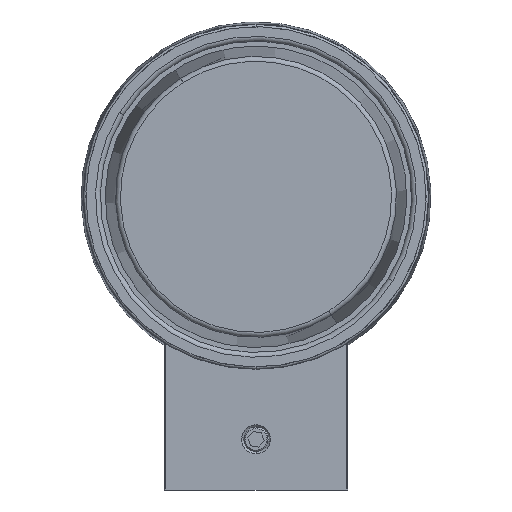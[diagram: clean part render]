
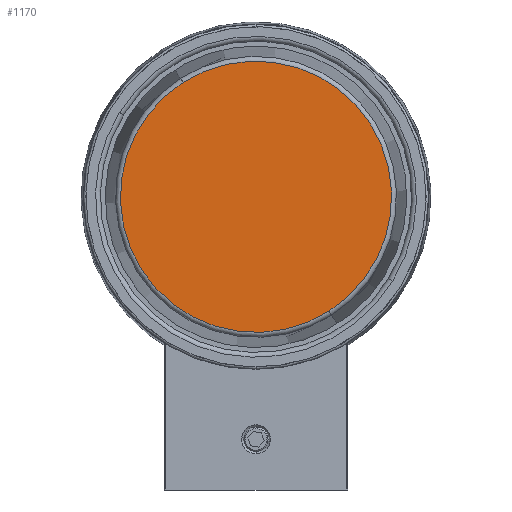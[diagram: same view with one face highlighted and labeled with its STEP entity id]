
A CAD part, front view. The second image highlights one B-rep face of the part: STEP entity #1170.
In plain terms, the highlighted planar face has unit normal (0, -1, 0).
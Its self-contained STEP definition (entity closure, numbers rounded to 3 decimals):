
#774 = VERTEX_POINT ( 'NONE', #2848 ) ;
#824 = VERTEX_POINT ( 'NONE', #2891 ) ;
#831 = EDGE_CURVE ( 'NONE', #774, #824, #3087, .T. ) ;
#981 = EDGE_LOOP ( 'NONE', ( #1173, #1178 ) ) ;
#1170 = ADVANCED_FACE ( 'NONE', ( #3553 ), #3552, .F. ) ;
#1173 = ORIENTED_EDGE ( 'NONE', *, *, #1175, .T. ) ;
#1175 = EDGE_CURVE ( 'NONE', #824, #774, #3538, .T. ) ;
#1178 = ORIENTED_EDGE ( 'NONE', *, *, #831, .T. ) ;
#2848 = CARTESIAN_POINT ( 'NONE',  ( 19.081, -81.309, 38.466 ) ) ;
#2891 = CARTESIAN_POINT ( 'NONE',  ( -11.094, -81.309, 85.897 ) ) ;
#3069 = DIRECTION ( 'NONE',  ( -0.537, 0., 0.844 ) ) ;
#3070 = AXIS2_PLACEMENT_3D ( 'NONE', #3276, #3170, #3069 ) ;
#3087 = CIRCLE ( 'NONE', #3070, 28.108 ) ;
#3170 = DIRECTION ( 'NONE',  ( 0., -1., 0. ) ) ;
#3276 = CARTESIAN_POINT ( 'NONE',  ( 3.994, -81.309, 62.181 ) ) ;
#3535 = DIRECTION ( 'NONE',  ( -0.537, 0., 0.844 ) ) ;
#3536 = DIRECTION ( 'NONE',  ( 0., 1., 0. ) ) ;
#3537 = AXIS2_PLACEMENT_3D ( 'NONE', #3567, #3566, #3565 ) ;
#3538 = CIRCLE ( 'NONE', #3537, 28.108 ) ;
#3544 = CARTESIAN_POINT ( 'NONE',  ( 3.994, -81.309, 62.181 ) ) ;
#3546 = AXIS2_PLACEMENT_3D ( 'NONE', #3544, #3536, #3535 ) ;
#3552 = PLANE ( 'NONE',  #3546 ) ;
#3553 = FACE_OUTER_BOUND ( 'NONE', #981, .T. ) ;
#3565 = DIRECTION ( 'NONE',  ( -0.537, 0., 0.844 ) ) ;
#3566 = DIRECTION ( 'NONE',  ( 0., -1., 0. ) ) ;
#3567 = CARTESIAN_POINT ( 'NONE',  ( 3.994, -81.309, 62.181 ) ) ;
